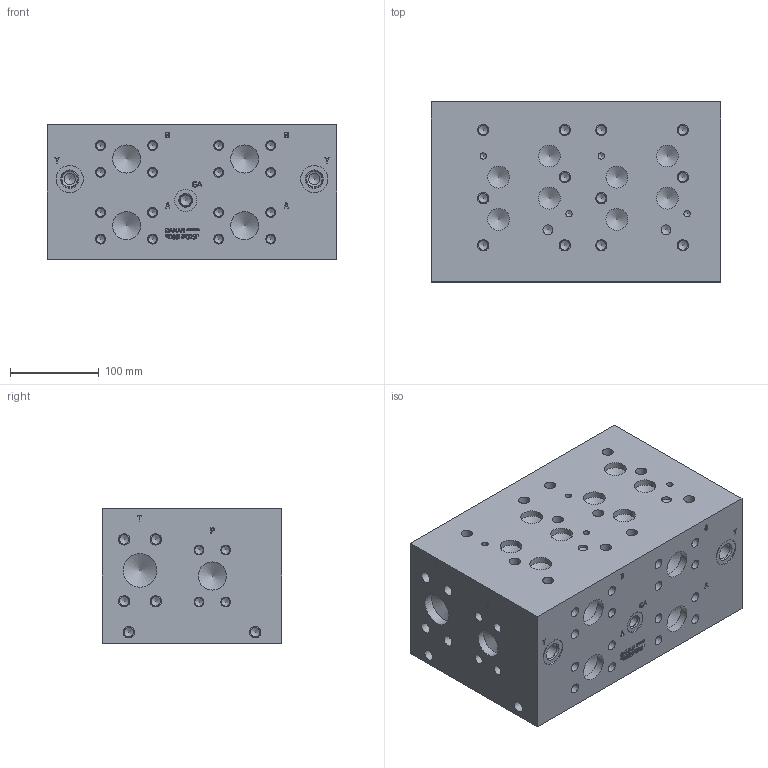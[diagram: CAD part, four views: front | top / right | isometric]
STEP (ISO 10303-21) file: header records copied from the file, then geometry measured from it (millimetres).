
FILE_DESCRIPTION(/* description */ (''),/* implementation_level */ '2;1');
FILE_NAME(/* name */ '_D08HP025F.stp',/* time_stamp */ '2020-03-13T08:26:05-04:00',/* author */ ('devonn'),/* organization */ (''),/* preprocessor_version */ 'ST-DEVELOPER v17',/* originating_system */ 'Autodesk Inventor 2019',/* authorisation */ '');
FILE_SCHEMA (('AUTOMOTIVE_DESIGN { 1 0 10303 214 3 1 1 }'));
Length unit declared in the file: millimetre
Products named in the file (1): Part_DD08HP025F_3D
Bounding box: 327.02 x 203.2 x 152.4 mm (x, y, z)
Volume: 9805960.1 mm3; surface area: 372865.8 mm2
Topology: 1 solids, 1 shells, 775 faces, 2134 edges, 1464 vertices
Faces by surface type: plane 411, bspline 149, cylinder 133, cone 82
Full cylindrical faces by diameter (mm): 7.137 x4, 9.347 x24, 10.719 x24, 11.125 x26, 12.294 x1, 12.7 x26, 12.9 x1, 14.275 x1, 14.529 x1, 17.501 x2, 19.05 x2, 19.253 x2, 24.613 x8, 25.019 x1, 30.632 x2, 31.75 x6, 38.1 x2
Entity records: 25908 total; most frequent: CARTESIAN_POINT 6322, ORIENTED_EDGE 4126, DIRECTION 3498, EDGE_CURVE 2063, VERTEX_POINT 1464, LINE 1282, VECTOR 1282, AXIS2_PLACEMENT_3D 1108
